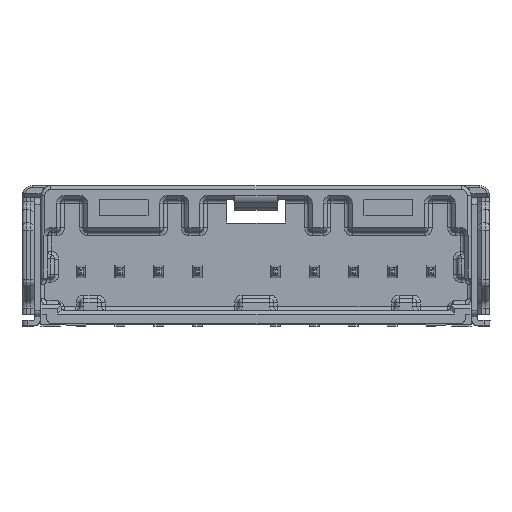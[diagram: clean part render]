
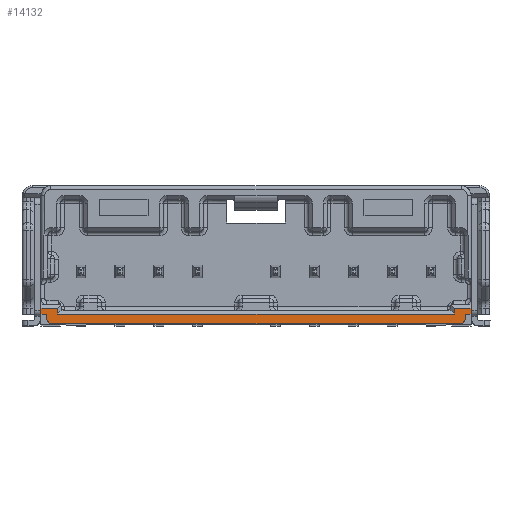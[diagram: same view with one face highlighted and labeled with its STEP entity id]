
A CAD part, top view. The second image highlights one B-rep face of the part: STEP entity #14132.
In plain terms, the highlighted planar face has unit normal (0, 0, 1).
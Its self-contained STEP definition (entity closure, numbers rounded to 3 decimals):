
#67 = CARTESIAN_POINT ( 'NONE',  ( -10.45, 0.4, 0. ) ) ;
#222 = CARTESIAN_POINT ( 'NONE',  ( 10.2, 3.65, 0. ) ) ;
#629 = FACE_OUTER_BOUND ( 'NONE', #14124, .T. ) ;
#737 = EDGE_CURVE ( 'NONE', #23549, #19378, #11519, .T. ) ;
#1279 = VECTOR ( 'NONE', #5057, 1000. ) ;
#1551 = CARTESIAN_POINT ( 'NONE',  ( 10.2, 0.6, 0. ) ) ;
#1626 = VERTEX_POINT ( 'NONE', #1551 ) ;
#1919 = VERTEX_POINT ( 'NONE', #20197 ) ;
#2558 = DIRECTION ( 'NONE',  ( 0., -1., 0. ) ) ;
#2607 = LINE ( 'NONE', #222, #29361 ) ;
#2715 = LINE ( 'NONE', #19838, #7005 ) ;
#3278 = LINE ( 'NONE', #12950, #26964 ) ;
#3612 = EDGE_CURVE ( 'NONE', #1626, #21954, #2607, .T. ) ;
#3691 = VERTEX_POINT ( 'NONE', #17984 ) ;
#3701 = LINE ( 'NONE', #23062, #26553 ) ;
#3931 = DIRECTION ( 'NONE',  ( 1., 0., 0. ) ) ;
#4515 = ORIENTED_EDGE ( 'NONE', *, *, #3612, .F. ) ;
#4669 = DIRECTION ( 'NONE',  ( 1., 0., 0. ) ) ;
#4750 = ORIENTED_EDGE ( 'NONE', *, *, #737, .F. ) ;
#4816 = DIRECTION ( 'NONE',  ( 0., 0., -1. ) ) ;
#5009 = CARTESIAN_POINT ( 'NONE',  ( 11.05, 0.1, 0. ) ) ;
#5057 = DIRECTION ( 'NONE',  ( 1., 0., 0. ) ) ;
#6121 = CARTESIAN_POINT ( 'NONE',  ( 0., 0.6, 0. ) ) ;
#6464 = VERTEX_POINT ( 'NONE', #25529 ) ;
#6591 = CARTESIAN_POINT ( 'NONE',  ( 10.75, 0.6, 0. ) ) ;
#7005 = VECTOR ( 'NONE', #2558, 1000. ) ;
#7599 = EDGE_CURVE ( 'NONE', #14520, #8428, #30385, .T. ) ;
#7857 = DIRECTION ( 'NONE',  ( 0., 0., -1. ) ) ;
#7883 = EDGE_CURVE ( 'NONE', #1919, #27849, #9771, .T. ) ;
#8293 = VERTEX_POINT ( 'NONE', #22262 ) ;
#8428 = VERTEX_POINT ( 'NONE', #29145 ) ;
#8674 = CARTESIAN_POINT ( 'NONE',  ( -10.45, 0.1, 0. ) ) ;
#8731 = CARTESIAN_POINT ( 'NONE',  ( -10.2, 3.65, 0. ) ) ;
#8913 = AXIS2_PLACEMENT_3D ( 'NONE', #29579, #7857, #22465 ) ;
#9771 = LINE ( 'NONE', #5009, #28313 ) ;
#9889 = DIRECTION ( 'NONE',  ( 0., 1., 0. ) ) ;
#10565 = ORIENTED_EDGE ( 'NONE', *, *, #14009, .F. ) ;
#10607 = DIRECTION ( 'NONE',  ( -1., 0., 0. ) ) ;
#10828 = ORIENTED_EDGE ( 'NONE', *, *, #27271, .F. ) ;
#11106 = ORIENTED_EDGE ( 'NONE', *, *, #22883, .T. ) ;
#11504 = CARTESIAN_POINT ( 'NONE',  ( -11.05, 0.6, 0. ) ) ;
#11519 = CIRCLE ( 'NONE', #12540, 0.3 ) ;
#11656 = LINE ( 'NONE', #6591, #23829 ) ;
#11776 = CARTESIAN_POINT ( 'NONE',  ( 10.2, 0.9, 0. ) ) ;
#11785 = AXIS2_PLACEMENT_3D ( 'NONE', #15237, #24910, #3931 ) ;
#11982 = ORIENTED_EDGE ( 'NONE', *, *, #30294, .F. ) ;
#12241 = ORIENTED_EDGE ( 'NONE', *, *, #7883, .F. ) ;
#12538 = ORIENTED_EDGE ( 'NONE', *, *, #17635, .F. ) ;
#12540 = AXIS2_PLACEMENT_3D ( 'NONE', #67, #4816, #4669 ) ;
#12950 = CARTESIAN_POINT ( 'NONE',  ( 0., 0.6, 0. ) ) ;
#13032 = VECTOR ( 'NONE', #15277, 1000. ) ;
#13109 = DIRECTION ( 'NONE',  ( 1., 0., 0. ) ) ;
#13496 = VECTOR ( 'NONE', #25642, 1000. ) ;
#13676 = ORIENTED_EDGE ( 'NONE', *, *, #7599, .F. ) ;
#13731 = DIRECTION ( 'NONE',  ( 0., 1., 0. ) ) ;
#13742 = ORIENTED_EDGE ( 'NONE', *, *, #19558, .F. ) ;
#14009 = EDGE_CURVE ( 'NONE', #27849, #6464, #15859, .T. ) ;
#14041 = CARTESIAN_POINT ( 'NONE',  ( 10.75, 0.4, 0. ) ) ;
#14055 = CARTESIAN_POINT ( 'NONE',  ( 11.05, 0.6, 0. ) ) ;
#14124 = EDGE_LOOP ( 'NONE', ( #10565, #12241, #13742, #4515, #11982, #10828, #14643, #13676, #12538, #25490, #4750, #11106, #19831, #16525 ) ) ;
#14132 = ADVANCED_FACE ( 'NONE', ( #629 ), #20599, .F. ) ;
#14174 = CARTESIAN_POINT ( 'NONE',  ( -10.2, 0.6, 0. ) ) ;
#14520 = VERTEX_POINT ( 'NONE', #11504 ) ;
#14643 = ORIENTED_EDGE ( 'NONE', *, *, #25034, .F. ) ;
#15050 = LINE ( 'NONE', #26792, #1279 ) ;
#15237 = CARTESIAN_POINT ( 'NONE',  ( 0., 3.65, 0. ) ) ;
#15277 = DIRECTION ( 'NONE',  ( 0., -1., 0. ) ) ;
#15650 = CARTESIAN_POINT ( 'NONE',  ( 10.45, 0.1, 0. ) ) ;
#15859 = LINE ( 'NONE', #29784, #21432 ) ;
#15875 = LINE ( 'NONE', #25232, #21192 ) ;
#16026 = DIRECTION ( 'NONE',  ( 1., 0., 0. ) ) ;
#16525 = ORIENTED_EDGE ( 'NONE', *, *, #21395, .T. ) ;
#17635 = EDGE_CURVE ( 'NONE', #8293, #14520, #27852, .T. ) ;
#17691 = DIRECTION ( 'NONE',  ( 1., 0., 0. ) ) ;
#17984 = CARTESIAN_POINT ( 'NONE',  ( -10.2, 0.9, 0. ) ) ;
#18522 = CARTESIAN_POINT ( 'NONE',  ( -11.05, 0.1, 0. ) ) ;
#18523 = EDGE_CURVE ( 'NONE', #8293, #19378, #2715, .T. ) ;
#18728 = VECTOR ( 'NONE', #20570, 1000. ) ;
#19378 = VERTEX_POINT ( 'NONE', #22727 ) ;
#19558 = EDGE_CURVE ( 'NONE', #21954, #1919, #15875, .T. ) ;
#19612 = DIRECTION ( 'NONE',  ( 0., -1., 0. ) ) ;
#19831 = ORIENTED_EDGE ( 'NONE', *, *, #25573, .F. ) ;
#19838 = CARTESIAN_POINT ( 'NONE',  ( -10.75, 0., 0. ) ) ;
#20197 = CARTESIAN_POINT ( 'NONE',  ( 11.05, 0.9, 0. ) ) ;
#20570 = DIRECTION ( 'NONE',  ( 0., 1., 0. ) ) ;
#20599 = PLANE ( 'NONE',  #11785 ) ;
#21192 = VECTOR ( 'NONE', #16026, 1000. ) ;
#21395 = EDGE_CURVE ( 'NONE', #26708, #6464, #11656, .T. ) ;
#21432 = VECTOR ( 'NONE', #10607, 1000. ) ;
#21954 = VERTEX_POINT ( 'NONE', #11776 ) ;
#22262 = CARTESIAN_POINT ( 'NONE',  ( -10.75, 0.6, 0. ) ) ;
#22465 = DIRECTION ( 'NONE',  ( -1., 0., 0. ) ) ;
#22601 = CIRCLE ( 'NONE', #8913, 0.3 ) ;
#22727 = CARTESIAN_POINT ( 'NONE',  ( -10.75, 0.4, 0. ) ) ;
#22883 = EDGE_CURVE ( 'NONE', #23549, #26635, #3701, .T. ) ;
#23056 = VERTEX_POINT ( 'NONE', #14174 ) ;
#23062 = CARTESIAN_POINT ( 'NONE',  ( 11.05, 0.1, 0. ) ) ;
#23549 = VERTEX_POINT ( 'NONE', #8674 ) ;
#23829 = VECTOR ( 'NONE', #13731, 1000. ) ;
#24910 = DIRECTION ( 'NONE',  ( 0., 0., -1. ) ) ;
#25034 = EDGE_CURVE ( 'NONE', #8428, #3691, #15050, .T. ) ;
#25232 = CARTESIAN_POINT ( 'NONE',  ( 0., 0.9, 0. ) ) ;
#25490 = ORIENTED_EDGE ( 'NONE', *, *, #18523, .T. ) ;
#25529 = CARTESIAN_POINT ( 'NONE',  ( 10.75, 0.6, 0. ) ) ;
#25573 = EDGE_CURVE ( 'NONE', #26708, #26635, #22601, .T. ) ;
#25642 = DIRECTION ( 'NONE',  ( -1., 0., 0. ) ) ;
#26553 = VECTOR ( 'NONE', #17691, 1000. ) ;
#26635 = VERTEX_POINT ( 'NONE', #15650 ) ;
#26708 = VERTEX_POINT ( 'NONE', #14041 ) ;
#26792 = CARTESIAN_POINT ( 'NONE',  ( 0., 0.9, 0. ) ) ;
#26964 = VECTOR ( 'NONE', #13109, 1000. ) ;
#27271 = EDGE_CURVE ( 'NONE', #3691, #23056, #30452, .T. ) ;
#27849 = VERTEX_POINT ( 'NONE', #14055 ) ;
#27852 = LINE ( 'NONE', #6121, #13496 ) ;
#28313 = VECTOR ( 'NONE', #19612, 1000. ) ;
#29145 = CARTESIAN_POINT ( 'NONE',  ( -11.05, 0.9, 0. ) ) ;
#29361 = VECTOR ( 'NONE', #9889, 1000. ) ;
#29579 = CARTESIAN_POINT ( 'NONE',  ( 10.45, 0.4, 0. ) ) ;
#29784 = CARTESIAN_POINT ( 'NONE',  ( 0., 0.6, 0. ) ) ;
#30294 = EDGE_CURVE ( 'NONE', #23056, #1626, #3278, .T. ) ;
#30385 = LINE ( 'NONE', #18522, #18728 ) ;
#30452 = LINE ( 'NONE', #8731, #13032 ) ;
